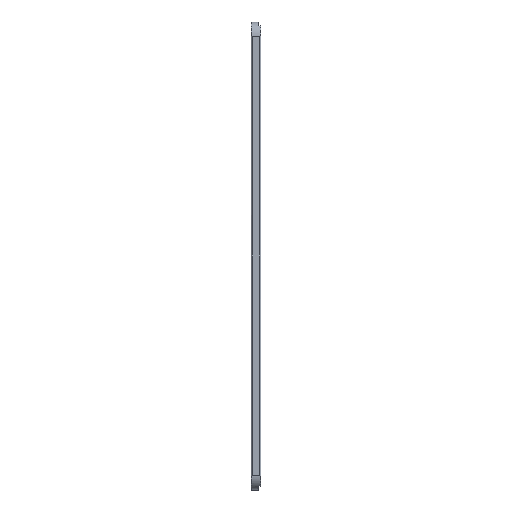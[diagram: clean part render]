
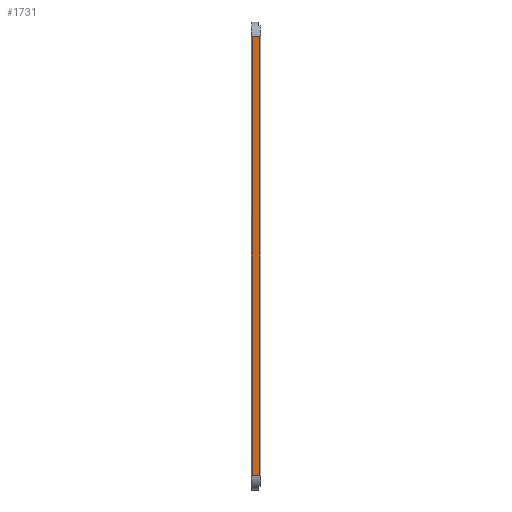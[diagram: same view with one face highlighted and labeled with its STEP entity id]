
A CAD part, front view. The second image highlights one B-rep face of the part: STEP entity #1731.
In plain terms, the highlighted planar face has unit normal (0, -1, 0).
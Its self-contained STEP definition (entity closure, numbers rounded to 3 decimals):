
#25 = FACE_OUTER_BOUND ( 'NONE', #1406, .T. ) ;
#40 = CARTESIAN_POINT ( 'NONE',  ( -1.5, -6., -188. ) ) ;
#54 = LINE ( 'NONE', #1719, #1701 ) ;
#116 = CARTESIAN_POINT ( 'NONE',  ( -1.5, -6., -188. ) ) ;
#139 = CARTESIAN_POINT ( 'NONE',  ( 1.5, -6., -188. ) ) ;
#167 = LINE ( 'NONE', #802, #299 ) ;
#255 = DIRECTION ( 'NONE',  ( 0., -1., 0. ) ) ;
#299 = VECTOR ( 'NONE', #1495, 1000. ) ;
#404 = VERTEX_POINT ( 'NONE', #1484 ) ;
#469 = DIRECTION ( 'NONE',  ( 1., 0., 0. ) ) ;
#533 = EDGE_CURVE ( 'NONE', #1231, #990, #740, .T. ) ;
#593 = CARTESIAN_POINT ( 'NONE',  ( 1.5, -6., -6. ) ) ;
#627 = VECTOR ( 'NONE', #1037, 1000. ) ;
#700 = ORIENTED_EDGE ( 'NONE', *, *, #1375, .F. ) ;
#740 = LINE ( 'NONE', #139, #1084 ) ;
#802 = CARTESIAN_POINT ( 'NONE',  ( -2., -6., -182. ) ) ;
#895 = ORIENTED_EDGE ( 'NONE', *, *, #1365, .F. ) ;
#961 = CARTESIAN_POINT ( 'NONE',  ( -1.5, -6., -6. ) ) ;
#970 = PLANE ( 'NONE',  #1646 ) ;
#988 = DIRECTION ( 'NONE',  ( 0., 0., 1. ) ) ;
#990 = VERTEX_POINT ( 'NONE', #593 ) ;
#1037 = DIRECTION ( 'NONE',  ( 0., 0., 1. ) ) ;
#1084 = VECTOR ( 'NONE', #988, 1000. ) ;
#1231 = VERTEX_POINT ( 'NONE', #1693 ) ;
#1248 = DIRECTION ( 'NONE',  ( 0., 0., -1. ) ) ;
#1365 = EDGE_CURVE ( 'NONE', #404, #1696, #1381, .T. ) ;
#1375 = EDGE_CURVE ( 'NONE', #1696, #990, #54, .T. ) ;
#1381 = LINE ( 'NONE', #40, #627 ) ;
#1406 = EDGE_LOOP ( 'NONE', ( #1458, #1820, #700, #895 ) ) ;
#1458 = ORIENTED_EDGE ( 'NONE', *, *, #1678, .T. ) ;
#1484 = CARTESIAN_POINT ( 'NONE',  ( -1.5, -6., -182. ) ) ;
#1495 = DIRECTION ( 'NONE',  ( 1., 0., 0. ) ) ;
#1646 = AXIS2_PLACEMENT_3D ( 'NONE', #116, #255, #1248 ) ;
#1678 = EDGE_CURVE ( 'NONE', #404, #1231, #167, .T. ) ;
#1693 = CARTESIAN_POINT ( 'NONE',  ( 1.5, -6., -182. ) ) ;
#1696 = VERTEX_POINT ( 'NONE', #961 ) ;
#1701 = VECTOR ( 'NONE', #469, 1000. ) ;
#1719 = CARTESIAN_POINT ( 'NONE',  ( -2., -6., -6. ) ) ;
#1731 = ADVANCED_FACE ( 'NONE', ( #25 ), #970, .T. ) ;
#1820 = ORIENTED_EDGE ( 'NONE', *, *, #533, .T. ) ;
